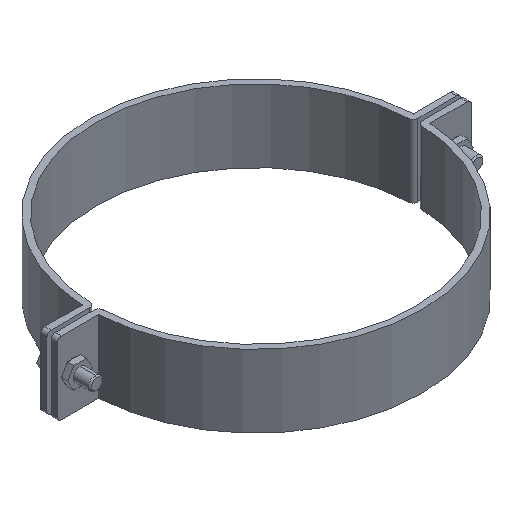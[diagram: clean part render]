
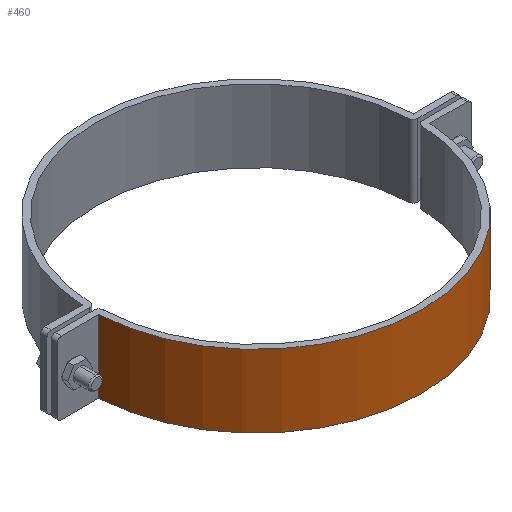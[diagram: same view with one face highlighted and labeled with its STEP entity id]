
A CAD part, isometric view. The second image highlights one B-rep face of the part: STEP entity #460.
In plain terms, the highlighted cylindrical face has radius 80 mm (diameter 160 mm), a partial arc.
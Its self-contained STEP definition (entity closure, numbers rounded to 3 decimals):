
#63 = DIRECTION ( 'NONE',  ( 0., 0., 1. ) ) ;
#101 = CARTESIAN_POINT ( 'NONE',  ( -79.9, -4., 17.5 ) ) ;
#159 = ORIENTED_EDGE ( 'NONE', *, *, #619, .T. ) ;
#195 = CARTESIAN_POINT ( 'NONE',  ( 79.9, -4., -17.5 ) ) ;
#230 = LINE ( 'NONE', #398, #2495 ) ;
#336 = VERTEX_POINT ( 'NONE', #195 ) ;
#398 = CARTESIAN_POINT ( 'NONE',  ( 79.9, -4., 17.5 ) ) ;
#453 = DIRECTION ( 'NONE',  ( -1., 0., 0. ) ) ;
#460 = ADVANCED_FACE ( 'NONE', ( #992 ), #1416, .T. ) ;
#508 = CARTESIAN_POINT ( 'NONE',  ( 0., 0., 17.5 ) ) ;
#530 = VERTEX_POINT ( 'NONE', #2256 ) ;
#619 = EDGE_CURVE ( 'NONE', #1151, #780, #1731, .T. ) ;
#648 = DIRECTION ( 'NONE',  ( 0., 0., -1. ) ) ;
#780 = VERTEX_POINT ( 'NONE', #788 ) ;
#788 = CARTESIAN_POINT ( 'NONE',  ( -79.9, -4., -17.5 ) ) ;
#903 = CIRCLE ( 'NONE', #2324, 80. ) ;
#992 = FACE_OUTER_BOUND ( 'NONE', #1570, .T. ) ;
#1020 = VECTOR ( 'NONE', #1302, 1000. ) ;
#1029 = AXIS2_PLACEMENT_3D ( 'NONE', #508, #1739, #2162 ) ;
#1098 = EDGE_CURVE ( 'NONE', #1151, #530, #1368, .T. ) ;
#1118 = EDGE_CURVE ( 'NONE', #780, #336, #903, .T. ) ;
#1151 = VERTEX_POINT ( 'NONE', #101 ) ;
#1262 = CARTESIAN_POINT ( 'NONE',  ( 0., 0., 17.5 ) ) ;
#1302 = DIRECTION ( 'NONE',  ( 0., 0., -1. ) ) ;
#1330 = DIRECTION ( 'NONE',  ( 1., 0., 0. ) ) ;
#1368 = CIRCLE ( 'NONE', #1029, 80. ) ;
#1415 = ORIENTED_EDGE ( 'NONE', *, *, #1440, .F. ) ;
#1416 = CYLINDRICAL_SURFACE ( 'NONE', #1491, 80. ) ;
#1440 = EDGE_CURVE ( 'NONE', #530, #336, #230, .T. ) ;
#1491 = AXIS2_PLACEMENT_3D ( 'NONE', #1262, #1632, #453 ) ;
#1508 = CARTESIAN_POINT ( 'NONE',  ( 0., 0., -17.5 ) ) ;
#1570 = EDGE_LOOP ( 'NONE', ( #1833, #1415, #2070, #159 ) ) ;
#1632 = DIRECTION ( 'NONE',  ( 0., 0., -1. ) ) ;
#1731 = LINE ( 'NONE', #1963, #1020 ) ;
#1739 = DIRECTION ( 'NONE',  ( 0., 0., 1. ) ) ;
#1833 = ORIENTED_EDGE ( 'NONE', *, *, #1118, .T. ) ;
#1963 = CARTESIAN_POINT ( 'NONE',  ( -79.9, -4., 17.5 ) ) ;
#2070 = ORIENTED_EDGE ( 'NONE', *, *, #1098, .F. ) ;
#2162 = DIRECTION ( 'NONE',  ( 1., 0., 0. ) ) ;
#2256 = CARTESIAN_POINT ( 'NONE',  ( 79.9, -4., 17.5 ) ) ;
#2324 = AXIS2_PLACEMENT_3D ( 'NONE', #1508, #63, #1330 ) ;
#2495 = VECTOR ( 'NONE', #648, 1000. ) ;
